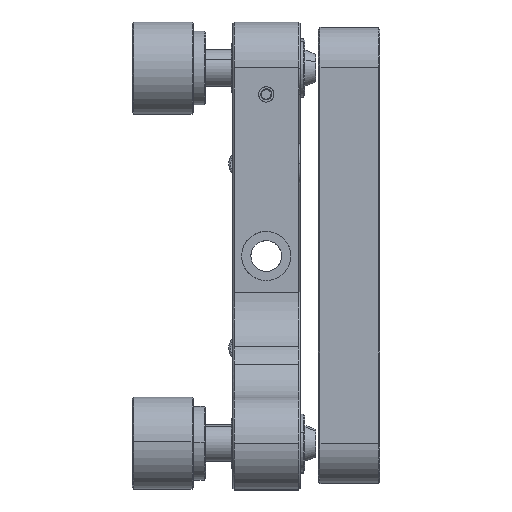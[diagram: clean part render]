
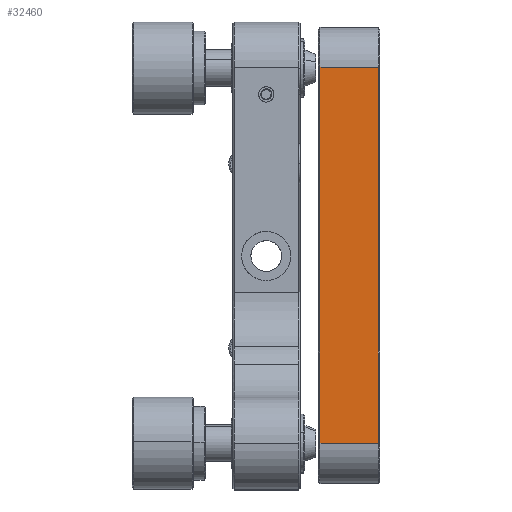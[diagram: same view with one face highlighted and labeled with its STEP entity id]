
A CAD part, top view. The second image highlights one B-rep face of the part: STEP entity #32460.
In plain terms, the highlighted planar face has unit normal (0, 0, 1).
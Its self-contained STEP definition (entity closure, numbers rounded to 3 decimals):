
#872 = ORIENTED_EDGE ( 'NONE', *, *, #39623, .T. ) ;
#1003 = CARTESIAN_POINT ( 'NONE',  ( 18.246, 36.721, 37.1 ) ) ;
#1345 = EDGE_LOOP ( 'NONE', ( #21771, #18067, #872, #45172 ) ) ;
#1695 = VERTEX_POINT ( 'NONE', #22702 ) ;
#2108 = FACE_OUTER_BOUND ( 'NONE', #1345, .T. ) ;
#2999 = AXIS2_PLACEMENT_3D ( 'NONE', #12651, #5228, #20081 ) ;
#3698 = VECTOR ( 'NONE', #35265, 1000. ) ;
#5228 = DIRECTION ( 'NONE',  ( 0., 0., 1. ) ) ;
#6121 = VECTOR ( 'NONE', #44119, 1000. ) ;
#7782 = CARTESIAN_POINT ( 'NONE',  ( 18.246, 30.6, 37.1 ) ) ;
#8908 = LINE ( 'NONE', #1003, #43382 ) ;
#10463 = CARTESIAN_POINT ( 'NONE',  ( 18.246, -30.6, 37.1 ) ) ;
#12651 = CARTESIAN_POINT ( 'NONE',  ( 7.795, 36.721, 37.1 ) ) ;
#12837 = VERTEX_POINT ( 'NONE', #10463 ) ;
#13971 = CARTESIAN_POINT ( 'NONE',  ( 7.795, -30.6, 37.1 ) ) ;
#15615 = DIRECTION ( 'NONE',  ( 0., 1., 0. ) ) ;
#15686 = EDGE_CURVE ( 'NONE', #20793, #1695, #39485, .T. ) ;
#17464 = CARTESIAN_POINT ( 'NONE',  ( 8.746, 36.721, 37.1 ) ) ;
#18067 = ORIENTED_EDGE ( 'NONE', *, *, #30110, .F. ) ;
#20081 = DIRECTION ( 'NONE',  ( 0., -1., 0. ) ) ;
#20653 = LINE ( 'NONE', #21345, #3698 ) ;
#20793 = VERTEX_POINT ( 'NONE', #43492 ) ;
#21345 = CARTESIAN_POINT ( 'NONE',  ( 7.795, 30.6, 37.1 ) ) ;
#21771 = ORIENTED_EDGE ( 'NONE', *, *, #15686, .F. ) ;
#22100 = LINE ( 'NONE', #13971, #6121 ) ;
#22702 = CARTESIAN_POINT ( 'NONE',  ( 8.746, 30.6, 37.1 ) ) ;
#30110 = EDGE_CURVE ( 'NONE', #12837, #20793, #22100, .T. ) ;
#32105 = DIRECTION ( 'NONE',  ( 0., 1., 0. ) ) ;
#32460 = ADVANCED_FACE ( 'NONE', ( #2108 ), #45458, .T. ) ;
#34844 = VERTEX_POINT ( 'NONE', #7782 ) ;
#35265 = DIRECTION ( 'NONE',  ( 1., 0., 0. ) ) ;
#35859 = EDGE_CURVE ( 'NONE', #1695, #34844, #20653, .T. ) ;
#39485 = LINE ( 'NONE', #17464, #47142 ) ;
#39623 = EDGE_CURVE ( 'NONE', #12837, #34844, #8908, .T. ) ;
#43382 = VECTOR ( 'NONE', #15615, 1000. ) ;
#43492 = CARTESIAN_POINT ( 'NONE',  ( 8.746, -30.6, 37.1 ) ) ;
#44119 = DIRECTION ( 'NONE',  ( -1., 0., 0. ) ) ;
#45172 = ORIENTED_EDGE ( 'NONE', *, *, #35859, .F. ) ;
#45458 = PLANE ( 'NONE',  #2999 ) ;
#47142 = VECTOR ( 'NONE', #32105, 1000. ) ;
